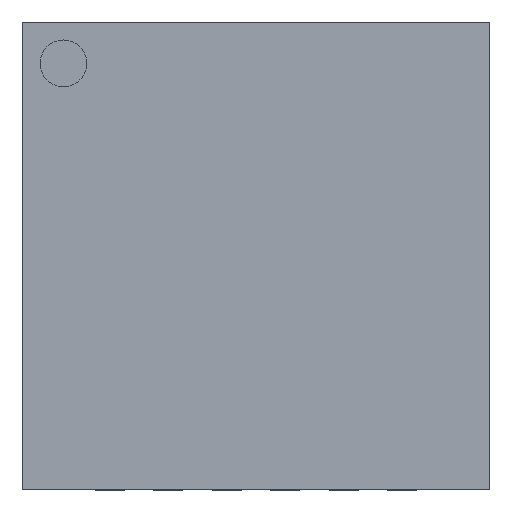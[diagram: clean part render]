
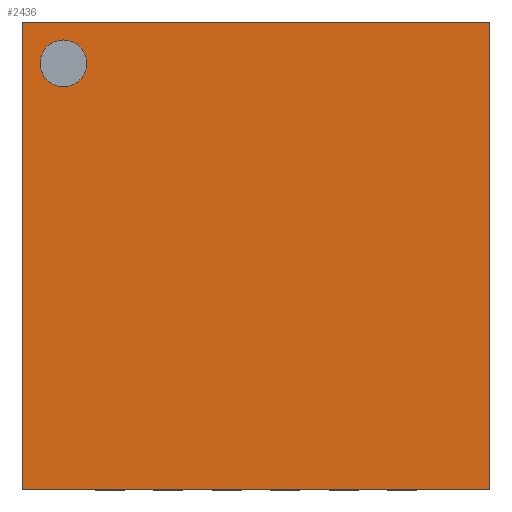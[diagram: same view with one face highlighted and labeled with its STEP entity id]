
A CAD part, top view. The second image highlights one B-rep face of the part: STEP entity #2436.
In plain terms, the highlighted planar face has unit normal (0, 0, 1).
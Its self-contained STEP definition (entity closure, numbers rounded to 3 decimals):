
#13=FACE_BOUND('',#455,.T.);
#115=CIRCLE('',#2676,0.2);
#296=FACE_OUTER_BOUND('',#454,.T.);
#454=EDGE_LOOP('',(#2137,#2138,#2139,#2140));
#455=EDGE_LOOP('',(#2141));
#714=LINE('',#4029,#981);
#717=LINE('',#4035,#984);
#720=LINE('',#4041,#987);
#723=LINE('',#4045,#990);
#981=VECTOR('',#3344,10.);
#984=VECTOR('',#3349,10.);
#987=VECTOR('',#3354,10.);
#990=VECTOR('',#3359,10.);
#1192=VERTEX_POINT('',#4019);
#1195=VERTEX_POINT('',#4026);
#1196=VERTEX_POINT('',#4028);
#1198=VERTEX_POINT('',#4034);
#1200=VERTEX_POINT('',#4040);
#1502=EDGE_CURVE('',#1192,#1192,#115,.T.);
#1506=EDGE_CURVE('',#1196,#1195,#714,.T.);
#1509=EDGE_CURVE('',#1198,#1196,#717,.T.);
#1512=EDGE_CURVE('',#1200,#1198,#720,.T.);
#1515=EDGE_CURVE('',#1195,#1200,#723,.T.);
#2137=ORIENTED_EDGE('',*,*,#1515,.T.);
#2138=ORIENTED_EDGE('',*,*,#1512,.T.);
#2139=ORIENTED_EDGE('',*,*,#1509,.T.);
#2140=ORIENTED_EDGE('',*,*,#1506,.T.);
#2141=ORIENTED_EDGE('',*,*,#1502,.T.);
#2278=PLANE('',#2681);
#2436=ADVANCED_FACE('',(#296,#13),#2278,.T.);
#2676=AXIS2_PLACEMENT_3D('',#4020,#3337,#3338);
#2681=AXIS2_PLACEMENT_3D('',#4046,#3360,#3361);
#3337=DIRECTION('center_axis',(0.,0.,-1.));
#3338=DIRECTION('ref_axis',(1.,0.,0.));
#3344=DIRECTION('',(0.,1.,0.));
#3349=DIRECTION('',(1.,0.,0.));
#3354=DIRECTION('',(0.,-1.,0.));
#3359=DIRECTION('',(-1.,0.,0.));
#3360=DIRECTION('center_axis',(0.,0.,1.));
#3361=DIRECTION('ref_axis',(1.,0.,0.));
#4019=CARTESIAN_POINT('',(-1.846,1.646,1.));
#4020=CARTESIAN_POINT('Origin',(-1.646,1.646,1.));
#4026=CARTESIAN_POINT('',(2.,2.,1.));
#4028=CARTESIAN_POINT('',(2.,-2.,1.));
#4029=CARTESIAN_POINT('',(2.,-2.,1.));
#4034=CARTESIAN_POINT('',(-2.,-2.,1.));
#4035=CARTESIAN_POINT('',(-2.,-2.,1.));
#4040=CARTESIAN_POINT('',(-2.,2.,1.));
#4041=CARTESIAN_POINT('',(-2.,2.,1.));
#4045=CARTESIAN_POINT('',(2.,2.,1.));
#4046=CARTESIAN_POINT('Origin',(0.,0.,
1.));
